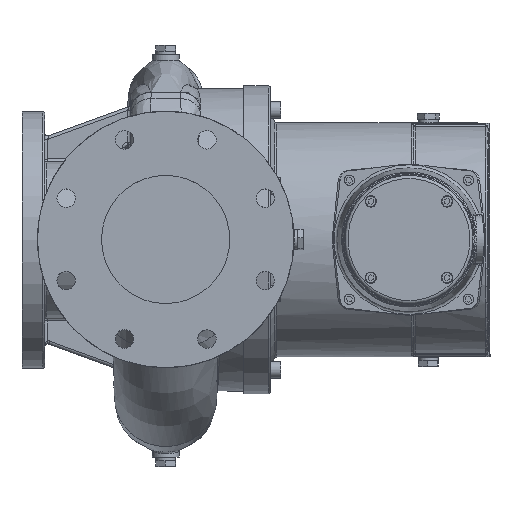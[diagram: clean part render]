
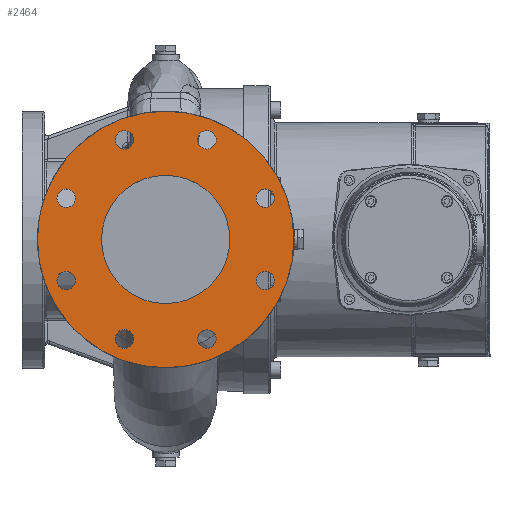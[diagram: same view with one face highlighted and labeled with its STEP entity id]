
A CAD part, top view. The second image highlights one B-rep face of the part: STEP entity #2464.
In plain terms, the highlighted face is planar.
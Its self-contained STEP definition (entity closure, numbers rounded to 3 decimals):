
#2464 = ADVANCED_FACE( '', ( #5399, #5400, #5401, #5402, #5403, #5404, #5405, #5406, #5407, #5408 ), #5409, .T. );
#5399 = FACE_BOUND( '', #52391, .T. );
#5400 = FACE_OUTER_BOUND( '', #52392, .T. );
#5401 = FACE_BOUND( '', #52393, .T. );
#5402 = FACE_BOUND( '', #52394, .T. );
#5403 = FACE_BOUND( '', #52395, .T. );
#5404 = FACE_BOUND( '', #52396, .T. );
#5405 = FACE_BOUND( '', #52397, .T. );
#5406 = FACE_BOUND( '', #52398, .T. );
#5407 = FACE_BOUND( '', #52399, .T. );
#5408 = FACE_BOUND( '', #52400, .T. );
#5409 = PLANE( '', #52401 );
#52391 = EDGE_LOOP( '', ( #163955 ) );
#52392 = EDGE_LOOP( '', ( #163956 ) );
#52393 = EDGE_LOOP( '', ( #163957 ) );
#52394 = EDGE_LOOP( '', ( #163958 ) );
#52395 = EDGE_LOOP( '', ( #163959 ) );
#52396 = EDGE_LOOP( '', ( #163960 ) );
#52397 = EDGE_LOOP( '', ( #163961 ) );
#52398 = EDGE_LOOP( '', ( #163962 ) );
#52399 = EDGE_LOOP( '', ( #163963 ) );
#52400 = EDGE_LOOP( '', ( #163964 ) );
#52401 = AXIS2_PLACEMENT_3D( '', #163965, #163966, #163967 );
#163955 = ORIENTED_EDGE( '', *, *, #170679, .F. );
#163956 = ORIENTED_EDGE( '', *, *, #170680, .T. );
#163957 = ORIENTED_EDGE( '', *, *, #170681, .F. );
#163958 = ORIENTED_EDGE( '', *, *, #170682, .F. );
#163959 = ORIENTED_EDGE( '', *, *, #170683, .F. );
#163960 = ORIENTED_EDGE( '', *, *, #170684, .F. );
#163961 = ORIENTED_EDGE( '', *, *, #170685, .F. );
#163962 = ORIENTED_EDGE( '', *, *, #169587, .F. );
#163963 = ORIENTED_EDGE( '', *, *, #170686, .F. );
#163964 = ORIENTED_EDGE( '', *, *, #170512, .F. );
#163965 = CARTESIAN_POINT( '', ( 0., 280., 0. ) );
#163966 = DIRECTION( '', ( 0., 1., 0. ) );
#163967 = DIRECTION( '', ( 0., 0., 1. ) );
#169587 = EDGE_CURVE( '', #173619, #173619, #173620, .T. );
#170512 = EDGE_CURVE( '', #174987, #174987, #174988, .T. );
#170679 = EDGE_CURVE( '', #175229, #175229, #175230, .T. );
#170680 = EDGE_CURVE( '', #175231, #175231, #175232, .T. );
#170681 = EDGE_CURVE( '', #175233, #175233, #175234, .T. );
#170682 = EDGE_CURVE( '', #175235, #175235, #175236, .T. );
#170683 = EDGE_CURVE( '', #175237, #175237, #175238, .T. );
#170684 = EDGE_CURVE( '', #175239, #175239, #175240, .T. );
#170685 = EDGE_CURVE( '', #175241, #175241, #175242, .T. );
#170686 = EDGE_CURVE( '', #175243, #175243, #175244, .T. );
#173619 = VERTEX_POINT( '', #184065 );
#173620 = CIRCLE( '', #184066, 9. );
#174987 = VERTEX_POINT( '', #192694 );
#174988 = CIRCLE( '', #192695, 9. );
#175229 = VERTEX_POINT( '', #194235 );
#175230 = CIRCLE( '', #194236, 62.5 );
#175231 = VERTEX_POINT( '', #194237 );
#175232 = CIRCLE( '', #194238, 125. );
#175233 = VERTEX_POINT( '', #194239 );
#175234 = CIRCLE( '', #194240, 9. );
#175235 = VERTEX_POINT( '', #194241 );
#175236 = CIRCLE( '', #194242, 9. );
#175237 = VERTEX_POINT( '', #194243 );
#175238 = CIRCLE( '', #194244, 9. );
#175239 = VERTEX_POINT( '', #194245 );
#175240 = CIRCLE( '', #194246, 9. );
#175241 = VERTEX_POINT( '', #194247 );
#175242 = CIRCLE( '', #194248, 9. );
#175243 = VERTEX_POINT( '', #194249 );
#175244 = CIRCLE( '', #194250, 9. );
#184065 = CARTESIAN_POINT( '', ( -88.007, 280., -40.182 ) );
#184066 = AXIS2_PLACEMENT_3D( '', #203160, #203161, #203162 );
#192694 = CARTESIAN_POINT( '', ( -40.182, 280., 88.007 ) );
#192695 = AXIS2_PLACEMENT_3D( '', #204140, #204141, #204142 );
#194235 = CARTESIAN_POINT( '', ( 62.5, 280., 0. ) );
#194236 = AXIS2_PLACEMENT_3D( '', #204320, #204321, #204322 );
#194237 = CARTESIAN_POINT( '', ( 125., 280., 0. ) );
#194238 = AXIS2_PLACEMENT_3D( '', #204323, #204324, #204325 );
#194239 = CARTESIAN_POINT( '', ( 90.643, 280., -33.818 ) );
#194240 = AXIS2_PLACEMENT_3D( '', #204326, #204327, #204328 );
#194241 = CARTESIAN_POINT( '', ( 40.182, 280., -88.007 ) );
#194242 = AXIS2_PLACEMENT_3D( '', #204329, #204330, #204331 );
#194243 = CARTESIAN_POINT( '', ( 33.818, 280., 90.643 ) );
#194244 = AXIS2_PLACEMENT_3D( '', #204332, #204333, #204334 );
#194245 = CARTESIAN_POINT( '', ( 88.007, 280., 40.182 ) );
#194246 = AXIS2_PLACEMENT_3D( '', #204335, #204336, #204337 );
#194247 = CARTESIAN_POINT( '', ( -33.818, 280., -90.643 ) );
#194248 = AXIS2_PLACEMENT_3D( '', #204338, #204339, #204340 );
#194249 = CARTESIAN_POINT( '', ( -90.643, 280., 33.818 ) );
#194250 = AXIS2_PLACEMENT_3D( '', #204341, #204342, #204343 );
#203160 = CARTESIAN_POINT( '', ( -97.007, 280., -40.182 ) );
#203161 = DIRECTION( '', ( 0., 1., 0. ) );
#203162 = DIRECTION( '', ( 1., 0., 0. ) );
#204140 = CARTESIAN_POINT( '', ( -40.182, 280., 97.007 ) );
#204141 = DIRECTION( '', ( 0., 1., 0. ) );
#204142 = DIRECTION( '', ( 0., 0., -1. ) );
#204320 = CARTESIAN_POINT( '', ( 0., 280., 0. ) );
#204321 = DIRECTION( '', ( 0., 1., 0. ) );
#204322 = DIRECTION( '', ( 1., 0., 0. ) );
#204323 = CARTESIAN_POINT( '', ( 0., 280., 0. ) );
#204324 = DIRECTION( '', ( 0., 1., 0. ) );
#204325 = DIRECTION( '', ( 1., 0., 0. ) );
#204326 = CARTESIAN_POINT( '', ( 97.007, 280., -40.182 ) );
#204327 = DIRECTION( '', ( 0., 1., 0. ) );
#204328 = DIRECTION( '', ( -0.707, 0., 0.707 ) );
#204329 = CARTESIAN_POINT( '', ( 40.182, 280., -97.007 ) );
#204330 = DIRECTION( '', ( 0., 1., 0. ) );
#204331 = DIRECTION( '', ( 0., 0., 1. ) );
#204332 = CARTESIAN_POINT( '', ( 40.182, 280., 97.007 ) );
#204333 = DIRECTION( '', ( 0., 1., 0. ) );
#204334 = DIRECTION( '', ( -0.707, 0., -0.707 ) );
#204335 = CARTESIAN_POINT( '', ( 97.007, 280., 40.182 ) );
#204336 = DIRECTION( '', ( 0., 1., 0. ) );
#204337 = DIRECTION( '', ( -1., 0., 0. ) );
#204338 = CARTESIAN_POINT( '', ( -40.182, 280., -97.007 ) );
#204339 = DIRECTION( '', ( 0., 1., 0. ) );
#204340 = DIRECTION( '', ( 0.707, 0., 0.707 ) );
#204341 = CARTESIAN_POINT( '', ( -97.007, 280., 40.182 ) );
#204342 = DIRECTION( '', ( 0., 1., 0. ) );
#204343 = DIRECTION( '', ( 0.707, 0., -0.707 ) );
